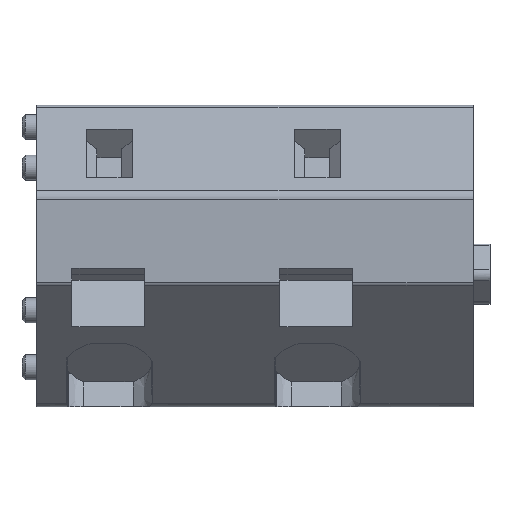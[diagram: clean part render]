
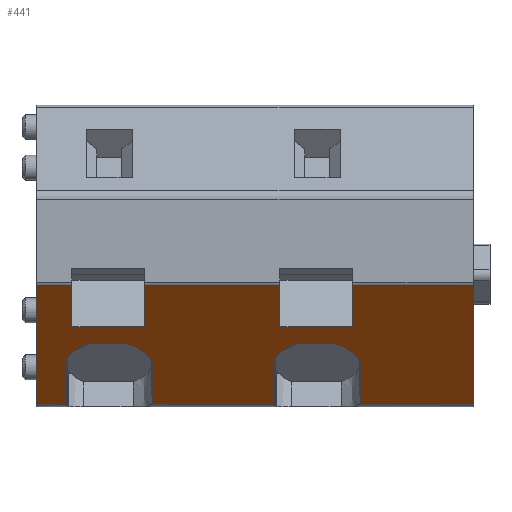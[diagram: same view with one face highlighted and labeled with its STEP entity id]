
A CAD part, top view. The second image highlights one B-rep face of the part: STEP entity #441.
In plain terms, the highlighted planar face has unit normal (0, -0.707, 0.707).
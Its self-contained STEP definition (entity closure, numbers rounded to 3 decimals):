
#256=AXIS2_PLACEMENT_3D('Plane Axis2P3D',#253,#254,#255) ;
#267=AXIS2_PLACEMENT_3D('Circle Axis2P3D',#265,#266,$) ;
#281=AXIS2_PLACEMENT_3D('Circle Axis2P3D',#279,#280,$) ;
#295=AXIS2_PLACEMENT_3D('Circle Axis2P3D',#293,#294,$) ;
#382=AXIS2_PLACEMENT_3D('Circle Axis2P3D',#380,#381,$) ;
#396=AXIS2_PLACEMENT_3D('Circle Axis2P3D',#394,#395,$) ;
#410=AXIS2_PLACEMENT_3D('Circle Axis2P3D',#408,#409,$) ;
#49=CARTESIAN_POINT('Vertex',(21.7,0.146,10.726)) ;
#52=CARTESIAN_POINT('Line Origine',(5.,0.146,10.726)) ;
#56=CARTESIAN_POINT('Vertex',(16.244,0.146,10.726)) ;
#81=CARTESIAN_POINT('Line Origine',(5.,0.146,10.726)) ;
#85=CARTESIAN_POINT('Vertex',(6.244,0.146,10.726)) ;
#87=CARTESIAN_POINT('Vertex',(12.16,0.146,10.726)) ;
#172=CARTESIAN_POINT('Line Origine',(5.,0.146,10.726)) ;
#176=CARTESIAN_POINT('Vertex',(0.7,0.146,10.726)) ;
#178=CARTESIAN_POINT('Vertex',(2.16,0.146,10.726)) ;
#253=CARTESIAN_POINT('Axis2P3D Location',(0.,5.839,16.419)) ;
#258=CARTESIAN_POINT('Line Origine',(12.16,1.245,11.824)) ;
#262=CARTESIAN_POINT('Vertex',(12.16,2.343,12.923)) ;
#265=CARTESIAN_POINT('Axis2P3D Location',(14.,1.627,12.207)) ;
#269=CARTESIAN_POINT('Vertex',(13.37,3.044,13.624)) ;
#272=CARTESIAN_POINT('Line Origine',(14.15,3.044,13.624)) ;
#276=CARTESIAN_POINT('Vertex',(14.931,3.044,13.624)) ;
#279=CARTESIAN_POINT('Axis2P3D Location',(14.3,1.627,12.207)) ;
#283=CARTESIAN_POINT('Vertex',(16.256,2.169,12.749)) ;
#286=CARTESIAN_POINT('Line Origine',(16.256,1.168,11.748)) ;
#290=CARTESIAN_POINT('Vertex',(16.256,0.166,10.746)) ;
#293=CARTESIAN_POINT('Axis2P3D Location',(14.3,0.708,11.288)) ;
#298=CARTESIAN_POINT('Line Origine',(21.7,2.993,13.573)) ;
#302=CARTESIAN_POINT('Vertex',(21.7,5.839,16.419)) ;
#305=CARTESIAN_POINT('Line Origine',(18.8,5.839,16.419)) ;
#309=CARTESIAN_POINT('Vertex',(15.9,5.839,16.419)) ;
#312=CARTESIAN_POINT('Line Origine',(15.9,4.844,15.424)) ;
#316=CARTESIAN_POINT('Vertex',(15.9,3.85,14.429)) ;
#319=CARTESIAN_POINT('Line Origine',(14.15,3.85,14.429)) ;
#323=CARTESIAN_POINT('Vertex',(12.4,3.85,14.429)) ;
#326=CARTESIAN_POINT('Line Origine',(12.4,4.844,15.424)) ;
#330=CARTESIAN_POINT('Vertex',(12.4,5.839,16.419)) ;
#333=CARTESIAN_POINT('Line Origine',(9.15,5.839,16.419)) ;
#337=CARTESIAN_POINT('Vertex',(5.9,5.839,16.419)) ;
#340=CARTESIAN_POINT('Line Origine',(5.9,4.844,15.424)) ;
#344=CARTESIAN_POINT('Vertex',(5.9,3.85,14.429)) ;
#347=CARTESIAN_POINT('Line Origine',(4.15,3.85,14.429)) ;
#351=CARTESIAN_POINT('Vertex',(2.4,3.85,14.429)) ;
#354=CARTESIAN_POINT('Line Origine',(2.4,4.844,15.424)) ;
#358=CARTESIAN_POINT('Vertex',(2.4,5.839,16.419)) ;
#361=CARTESIAN_POINT('Line Origine',(1.55,5.839,16.419)) ;
#365=CARTESIAN_POINT('Vertex',(0.7,5.839,16.419)) ;
#368=CARTESIAN_POINT('Line Origine',(0.7,2.993,13.573)) ;
#373=CARTESIAN_POINT('Line Origine',(2.16,1.245,11.824)) ;
#377=CARTESIAN_POINT('Vertex',(2.16,2.343,12.923)) ;
#380=CARTESIAN_POINT('Axis2P3D Location',(4.,1.627,12.207)) ;
#384=CARTESIAN_POINT('Vertex',(3.37,3.044,13.624)) ;
#387=CARTESIAN_POINT('Line Origine',(4.15,3.044,13.624)) ;
#391=CARTESIAN_POINT('Vertex',(4.931,3.044,13.624)) ;
#394=CARTESIAN_POINT('Axis2P3D Location',(4.3,1.627,12.207)) ;
#398=CARTESIAN_POINT('Vertex',(6.256,2.169,12.749)) ;
#401=CARTESIAN_POINT('Line Origine',(6.256,1.168,11.748)) ;
#405=CARTESIAN_POINT('Vertex',(6.256,0.166,10.746)) ;
#408=CARTESIAN_POINT('Axis2P3D Location',(4.3,0.708,11.288)) ;
#53=DIRECTION('Vector Direction',(-1.,0.,0.)) ;
#82=DIRECTION('Vector Direction',(-1.,0.,0.)) ;
#173=DIRECTION('Vector Direction',(-1.,0.,0.)) ;
#254=DIRECTION('Axis2P3D Direction',(0.,-0.707,0.707)) ;
#255=DIRECTION('Axis2P3D XDirection',(0.,-0.707,-0.707)) ;
#259=DIRECTION('Vector Direction',(0.,-0.707,-0.707)) ;
#266=DIRECTION('Axis2P3D Direction',(0.,-0.707,0.707)) ;
#273=DIRECTION('Vector Direction',(1.,0.,0.)) ;
#280=DIRECTION('Axis2P3D Direction',(0.,-0.707,0.707)) ;
#287=DIRECTION('Vector Direction',(0.,-0.707,-0.707)) ;
#294=DIRECTION('Axis2P3D Direction',(0.,-0.707,0.707)) ;
#299=DIRECTION('Vector Direction',(0.,-0.707,-0.707)) ;
#306=DIRECTION('Vector Direction',(1.,0.,0.)) ;
#313=DIRECTION('Vector Direction',(0.,0.707,0.707)) ;
#320=DIRECTION('Vector Direction',(1.,0.,0.)) ;
#327=DIRECTION('Vector Direction',(0.,-0.707,-0.707)) ;
#334=DIRECTION('Vector Direction',(1.,0.,0.)) ;
#341=DIRECTION('Vector Direction',(0.,0.707,0.707)) ;
#348=DIRECTION('Vector Direction',(1.,0.,0.)) ;
#355=DIRECTION('Vector Direction',(0.,-0.707,-0.707)) ;
#362=DIRECTION('Vector Direction',(1.,0.,0.)) ;
#369=DIRECTION('Vector Direction',(0.,-0.707,-0.707)) ;
#374=DIRECTION('Vector Direction',(0.,-0.707,-0.707)) ;
#381=DIRECTION('Axis2P3D Direction',(0.,-0.707,0.707)) ;
#388=DIRECTION('Vector Direction',(1.,0.,0.)) ;
#395=DIRECTION('Axis2P3D Direction',(0.,-0.707,0.707)) ;
#402=DIRECTION('Vector Direction',(0.,-0.707,-0.707)) ;
#409=DIRECTION('Axis2P3D Direction',(0.,-0.707,0.707)) ;
#54=VECTOR('Line Direction',#53,1.) ;
#83=VECTOR('Line Direction',#82,1.) ;
#174=VECTOR('Line Direction',#173,1.) ;
#260=VECTOR('Line Direction',#259,1.) ;
#274=VECTOR('Line Direction',#273,1.) ;
#288=VECTOR('Line Direction',#287,1.) ;
#300=VECTOR('Line Direction',#299,1.) ;
#307=VECTOR('Line Direction',#306,1.) ;
#314=VECTOR('Line Direction',#313,1.) ;
#321=VECTOR('Line Direction',#320,1.) ;
#328=VECTOR('Line Direction',#327,1.) ;
#335=VECTOR('Line Direction',#334,1.) ;
#342=VECTOR('Line Direction',#341,1.) ;
#349=VECTOR('Line Direction',#348,1.) ;
#356=VECTOR('Line Direction',#355,1.) ;
#363=VECTOR('Line Direction',#362,1.) ;
#370=VECTOR('Line Direction',#369,1.) ;
#375=VECTOR('Line Direction',#374,1.) ;
#389=VECTOR('Line Direction',#388,1.) ;
#403=VECTOR('Line Direction',#402,1.) ;
#414=ORIENTED_EDGE('',*,*,#89,.T.) ;
#415=ORIENTED_EDGE('',*,*,#264,.F.) ;
#416=ORIENTED_EDGE('',*,*,#271,.F.) ;
#417=ORIENTED_EDGE('',*,*,#278,.T.) ;
#418=ORIENTED_EDGE('',*,*,#285,.F.) ;
#419=ORIENTED_EDGE('',*,*,#292,.T.) ;
#420=ORIENTED_EDGE('',*,*,#297,.F.) ;
#421=ORIENTED_EDGE('',*,*,#58,.T.) ;
#422=ORIENTED_EDGE('',*,*,#304,.F.) ;
#423=ORIENTED_EDGE('',*,*,#311,.F.) ;
#424=ORIENTED_EDGE('',*,*,#318,.F.) ;
#425=ORIENTED_EDGE('',*,*,#325,.F.) ;
#426=ORIENTED_EDGE('',*,*,#332,.F.) ;
#427=ORIENTED_EDGE('',*,*,#339,.F.) ;
#428=ORIENTED_EDGE('',*,*,#346,.F.) ;
#429=ORIENTED_EDGE('',*,*,#353,.F.) ;
#430=ORIENTED_EDGE('',*,*,#360,.F.) ;
#431=ORIENTED_EDGE('',*,*,#367,.F.) ;
#432=ORIENTED_EDGE('',*,*,#372,.F.) ;
#433=ORIENTED_EDGE('',*,*,#180,.T.) ;
#434=ORIENTED_EDGE('',*,*,#379,.F.) ;
#435=ORIENTED_EDGE('',*,*,#386,.F.) ;
#436=ORIENTED_EDGE('',*,*,#393,.T.) ;
#437=ORIENTED_EDGE('',*,*,#400,.F.) ;
#438=ORIENTED_EDGE('',*,*,#407,.T.) ;
#439=ORIENTED_EDGE('',*,*,#412,.F.) ;
#441=ADVANCED_FACE('HOUSING',(#440),#257,.T.) ;
#268=CIRCLE('generated circle',#267,2.1) ;
#282=CIRCLE('generated circle',#281,2.1) ;
#296=CIRCLE('generated circle',#295,2.1) ;
#383=CIRCLE('generated circle',#382,2.1) ;
#397=CIRCLE('generated circle',#396,2.1) ;
#411=CIRCLE('generated circle',#410,2.1) ;
#58=EDGE_CURVE('',#57,#50,#55,.F.) ;
#89=EDGE_CURVE('',#86,#88,#84,.F.) ;
#180=EDGE_CURVE('',#177,#179,#175,.F.) ;
#264=EDGE_CURVE('',#263,#88,#261,.T.) ;
#271=EDGE_CURVE('',#270,#263,#268,.T.) ;
#278=EDGE_CURVE('',#270,#277,#275,.T.) ;
#285=EDGE_CURVE('',#284,#277,#282,.T.) ;
#292=EDGE_CURVE('',#284,#291,#289,.T.) ;
#297=EDGE_CURVE('',#57,#291,#296,.T.) ;
#304=EDGE_CURVE('',#303,#50,#301,.T.) ;
#311=EDGE_CURVE('',#310,#303,#308,.T.) ;
#318=EDGE_CURVE('',#317,#310,#315,.T.) ;
#325=EDGE_CURVE('',#324,#317,#322,.T.) ;
#332=EDGE_CURVE('',#331,#324,#329,.T.) ;
#339=EDGE_CURVE('',#338,#331,#336,.T.) ;
#346=EDGE_CURVE('',#345,#338,#343,.T.) ;
#353=EDGE_CURVE('',#352,#345,#350,.T.) ;
#360=EDGE_CURVE('',#359,#352,#357,.T.) ;
#367=EDGE_CURVE('',#366,#359,#364,.T.) ;
#372=EDGE_CURVE('',#177,#366,#371,.F.) ;
#379=EDGE_CURVE('',#378,#179,#376,.T.) ;
#386=EDGE_CURVE('',#385,#378,#383,.T.) ;
#393=EDGE_CURVE('',#385,#392,#390,.T.) ;
#400=EDGE_CURVE('',#399,#392,#397,.T.) ;
#407=EDGE_CURVE('',#399,#406,#404,.T.) ;
#412=EDGE_CURVE('',#86,#406,#411,.T.) ;
#413=EDGE_LOOP('',(#414,#415,#416,#417,#418,#419,#420,#421,#422,#423,#424,#425,#426,#427,#428,#429,#430,#431,#432,#433,#434,#435,#436,#437,#438,#439)) ;
#440=FACE_OUTER_BOUND('',#413,.T.) ;
#55=LINE('Line',#52,#54) ;
#84=LINE('Line',#81,#83) ;
#175=LINE('Line',#172,#174) ;
#261=LINE('Line',#258,#260) ;
#275=LINE('Line',#272,#274) ;
#289=LINE('Line',#286,#288) ;
#301=LINE('Line',#298,#300) ;
#308=LINE('Line',#305,#307) ;
#315=LINE('Line',#312,#314) ;
#322=LINE('Line',#319,#321) ;
#329=LINE('Line',#326,#328) ;
#336=LINE('Line',#333,#335) ;
#343=LINE('Line',#340,#342) ;
#350=LINE('Line',#347,#349) ;
#357=LINE('Line',#354,#356) ;
#364=LINE('Line',#361,#363) ;
#371=LINE('Line',#368,#370) ;
#376=LINE('Line',#373,#375) ;
#390=LINE('Line',#387,#389) ;
#404=LINE('Line',#401,#403) ;
#257=PLANE('',#256) ;
#50=VERTEX_POINT('',#49) ;
#57=VERTEX_POINT('',#56) ;
#86=VERTEX_POINT('',#85) ;
#88=VERTEX_POINT('',#87) ;
#177=VERTEX_POINT('',#176) ;
#179=VERTEX_POINT('',#178) ;
#263=VERTEX_POINT('',#262) ;
#270=VERTEX_POINT('',#269) ;
#277=VERTEX_POINT('',#276) ;
#284=VERTEX_POINT('',#283) ;
#291=VERTEX_POINT('',#290) ;
#303=VERTEX_POINT('',#302) ;
#310=VERTEX_POINT('',#309) ;
#317=VERTEX_POINT('',#316) ;
#324=VERTEX_POINT('',#323) ;
#331=VERTEX_POINT('',#330) ;
#338=VERTEX_POINT('',#337) ;
#345=VERTEX_POINT('',#344) ;
#352=VERTEX_POINT('',#351) ;
#359=VERTEX_POINT('',#358) ;
#366=VERTEX_POINT('',#365) ;
#378=VERTEX_POINT('',#377) ;
#385=VERTEX_POINT('',#384) ;
#392=VERTEX_POINT('',#391) ;
#399=VERTEX_POINT('',#398) ;
#406=VERTEX_POINT('',#405) ;
